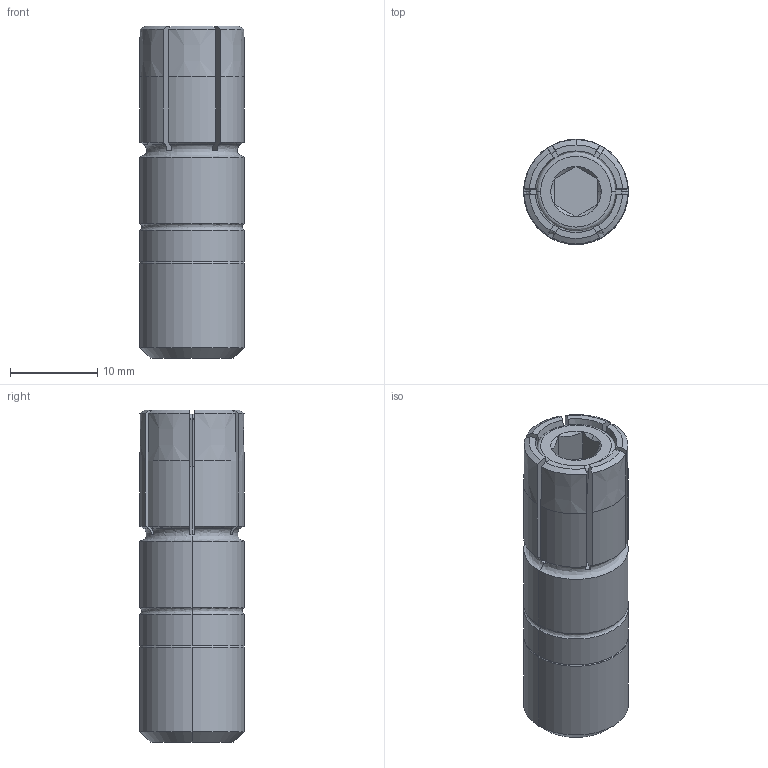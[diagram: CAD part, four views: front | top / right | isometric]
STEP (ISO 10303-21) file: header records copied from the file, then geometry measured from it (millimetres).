
FILE_DESCRIPTION (( 'STEP AP203' ), '1' );
FILE_NAME ('pept12.STEP', '2021-10-26T05:30:02', ( '' ), ( '' ), 'SwSTEP 2.0', 'SolidWorks 2020', '' );
FILE_SCHEMA (( 'CONFIG_CONTROL_DESIGN' ));
Length unit declared in the file: millimetre
Products named in the file (3): pept12_01; pept12_02; pept12
Assembly tree (2 placements, depth 2):
  pept12
    pept12_01
    pept12_02
Bounding box: 12 x 12 x 38 mm (x, y, z)
Volume: 3878.8 mm3; surface area: 3527.6 mm2
Topology: 2 solids, 2 shells, 136 faces, 373 edges, 243 vertices
Faces by surface type: plane 54, cone 43, bspline 21, cylinder 18
Entity records: 5152 total; most frequent: CARTESIAN_POINT 1686, ORIENTED_EDGE 746, DIRECTION 565, EDGE_CURVE 373, VERTEX_POINT 243, AXIS2_PLACEMENT_3D 225, B_SPLINE_CURVE_WITH_KNOTS 151, EDGE_LOOP 140
